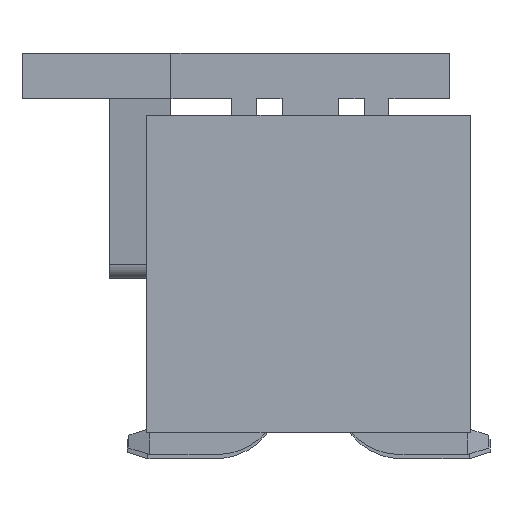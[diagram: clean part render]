
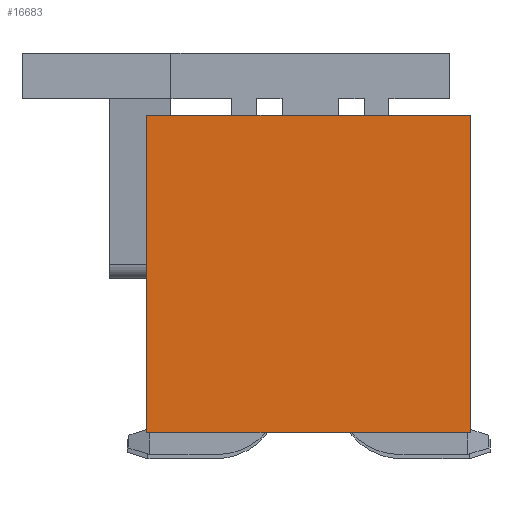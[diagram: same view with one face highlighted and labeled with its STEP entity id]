
A CAD part, front view. The second image highlights one B-rep face of the part: STEP entity #16683.
In plain terms, the highlighted face is planar.
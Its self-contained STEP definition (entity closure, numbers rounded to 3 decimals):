
#3537=ORIENTED_EDGE('',*,*,#6688,.F.);
#3538=ORIENTED_EDGE('',*,*,#6689,.F.);
#3539=ORIENTED_EDGE('',*,*,#6690,.T.);
#3540=ORIENTED_EDGE('',*,*,#6691,.T.);
#6688=EDGE_CURVE('',#8392,#8393,#10384,.T.);
#6689=EDGE_CURVE('',#8394,#8392,#10385,.T.);
#6690=EDGE_CURVE('',#8394,#8395,#10386,.T.);
#6691=EDGE_CURVE('',#8395,#8393,#10387,.T.);
#8392=VERTEX_POINT('',#28631);
#8393=VERTEX_POINT('',#28632);
#8394=VERTEX_POINT('',#28634);
#8395=VERTEX_POINT('',#28636);
#10384=LINE('',#28630,#12614);
#10385=LINE('',#28633,#12615);
#10386=LINE('',#28635,#12616);
#10387=LINE('',#28637,#12617);
#12614=VECTOR('',#24024,1000.);
#12615=VECTOR('',#24025,1000.);
#12616=VECTOR('',#24026,1000.);
#12617=VECTOR('',#24027,1000.);
#13914=EDGE_LOOP('',(#3537,#3538,#3539,#3540));
#14868=FACE_BOUND('',#13914,.T.);
#15760=PLANE('',#20490);
#16683=ADVANCED_FACE('',(#14868),#15760,.T.);
#20490=AXIS2_PLACEMENT_3D('',#28629,#24022,#24023);
#24022=DIRECTION('',(1.,0.,0.));
#24023=DIRECTION('',(0.,0.,-1.));
#24024=DIRECTION('',(0.,0.,-1.));
#24025=DIRECTION('',(0.,1.,0.));
#24026=DIRECTION('',(0.,0.,-1.));
#24027=DIRECTION('',(0.,1.,0.));
#28629=CARTESIAN_POINT('',(12.7,-2.5,2.45));
#28630=CARTESIAN_POINT('',(12.7,2.5,2.45));
#28631=CARTESIAN_POINT('',(12.7,2.5,2.45));
#28632=CARTESIAN_POINT('',(12.7,2.5,-2.45));
#28633=CARTESIAN_POINT('',(12.7,-2.5,2.45));
#28634=CARTESIAN_POINT('',(12.7,-2.5,2.45));
#28635=CARTESIAN_POINT('',(12.7,-2.5,2.45));
#28636=CARTESIAN_POINT('',(12.7,-2.5,-2.45));
#28637=CARTESIAN_POINT('',(12.7,-2.5,-2.45));
